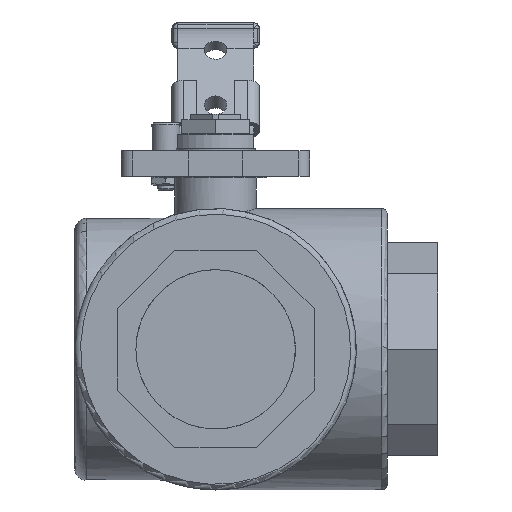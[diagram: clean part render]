
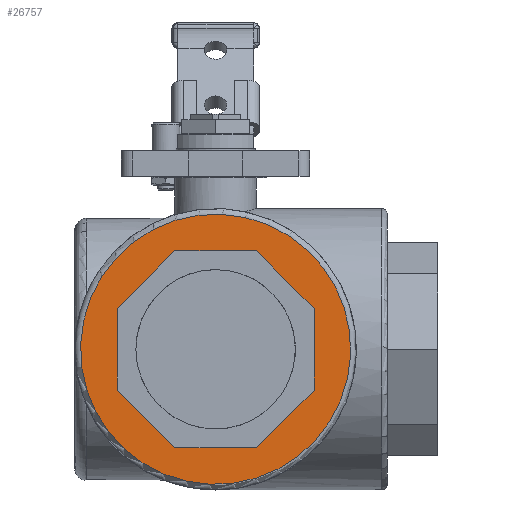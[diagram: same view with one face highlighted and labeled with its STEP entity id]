
A CAD part, left-side view. The second image highlights one B-rep face of the part: STEP entity #26757.
In plain terms, the highlighted planar face has unit normal (-1, 0, 0).
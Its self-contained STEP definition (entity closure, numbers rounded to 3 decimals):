
#26488=CARTESIAN_POINT('',(-61.,35.,-17.186));
#26489=VERTEX_POINT('',#26488);
#26490=CARTESIAN_POINT('',(-61.,35.,11.809));
#26491=VERTEX_POINT('',#26490);
#26492=CARTESIAN_POINT('',(-61.,35.,-17.186));
#26493=DIRECTION('',(-0.,0.,1.));
#26494=VECTOR('',#26493,28.995);
#26495=LINE('',#26492,#26494);
#26496=EDGE_CURVE('',#26489,#26491,#26495,.T.);
#26528=CARTESIAN_POINT('',(-61.,14.497,-37.688));
#26529=VERTEX_POINT('',#26528);
#26530=CARTESIAN_POINT('',(-61.,14.497,-37.688));
#26531=DIRECTION('',(-0.,0.707,0.707));
#26532=VECTOR('',#26531,28.995);
#26533=LINE('',#26530,#26532);
#26534=EDGE_CURVE('',#26529,#26489,#26533,.T.);
#26559=CARTESIAN_POINT('',(-61.,-14.497,-37.688));
#26560=VERTEX_POINT('',#26559);
#26561=CARTESIAN_POINT('',(-61.,-14.497,-37.688));
#26562=DIRECTION('',(-0.,1.,0.));
#26563=VECTOR('',#26562,28.995);
#26564=LINE('',#26561,#26563);
#26565=EDGE_CURVE('',#26560,#26529,#26564,.T.);
#26590=CARTESIAN_POINT('',(-61.,-35.,-17.186));
#26591=VERTEX_POINT('',#26590);
#26592=CARTESIAN_POINT('',(-61.,-35.,-17.186));
#26593=DIRECTION('',(0.,0.707,-0.707));
#26594=VECTOR('',#26593,28.995);
#26595=LINE('',#26592,#26594);
#26596=EDGE_CURVE('',#26591,#26560,#26595,.T.);
#26621=CARTESIAN_POINT('',(-61.,-35.,11.809));
#26622=VERTEX_POINT('',#26621);
#26623=CARTESIAN_POINT('',(-61.,-35.,11.809));
#26624=DIRECTION('',(0.,0.,-1.));
#26625=VECTOR('',#26624,28.995);
#26626=LINE('',#26623,#26625);
#26627=EDGE_CURVE('',#26622,#26591,#26626,.T.);
#26652=CARTESIAN_POINT('',(-61.,-14.497,32.312));
#26653=VERTEX_POINT('',#26652);
#26654=CARTESIAN_POINT('',(-61.,-14.497,32.312));
#26655=DIRECTION('',(0.,-0.707,-0.707));
#26656=VECTOR('',#26655,28.995);
#26657=LINE('',#26654,#26656);
#26658=EDGE_CURVE('',#26653,#26622,#26657,.T.);
#26683=CARTESIAN_POINT('',(-61.,14.497,32.312));
#26684=VERTEX_POINT('',#26683);
#26685=CARTESIAN_POINT('',(-61.,14.497,32.312));
#26686=DIRECTION('',(0.,-1.,-0.));
#26687=VECTOR('',#26686,28.995);
#26688=LINE('',#26685,#26687);
#26689=EDGE_CURVE('',#26684,#26653,#26688,.T.);
#26714=CARTESIAN_POINT('',(-61.,35.,11.809));
#26715=DIRECTION('',(-0.,-0.707,0.707));
#26716=VECTOR('',#26715,28.995);
#26717=LINE('',#26714,#26716);
#26718=EDGE_CURVE('',#26491,#26684,#26717,.T.);
#26731=CARTESIAN_POINT('',(-61.,-0.,-2.688));
#26732=DIRECTION('',(-1.,0.,-0.));
#26733=DIRECTION('',(-0.,0.924,0.383));
#26734=AXIS2_PLACEMENT_3D('',#26731,#26732,#26733);
#26735=PLANE('',#26734);
#26736=CARTESIAN_POINT('',(-61.,44.346,15.681));
#26737=VERTEX_POINT('',#26736);
#26738=CARTESIAN_POINT('',(-61.,0.,-2.688));
#26739=DIRECTION('',(1.,-0.,0.));
#26740=DIRECTION('',(-0.,0.924,0.383));
#26741=AXIS2_PLACEMENT_3D('',#26738,#26739,#26740);
#26742=CIRCLE('',#26741,48.);
#26743=EDGE_CURVE('',#26737,#26737,#26742,.T.);
#26744=ORIENTED_EDGE('',*,*,#26743,.F.);
#26745=EDGE_LOOP('',(#26744));
#26746=FACE_BOUND('',#26745,.T.);
#26747=ORIENTED_EDGE('',*,*,#26718,.T.);
#26748=ORIENTED_EDGE('',*,*,#26689,.T.);
#26749=ORIENTED_EDGE('',*,*,#26658,.T.);
#26750=ORIENTED_EDGE('',*,*,#26627,.T.);
#26751=ORIENTED_EDGE('',*,*,#26596,.T.);
#26752=ORIENTED_EDGE('',*,*,#26565,.T.);
#26753=ORIENTED_EDGE('',*,*,#26534,.T.);
#26754=ORIENTED_EDGE('',*,*,#26496,.T.);
#26755=EDGE_LOOP('',(#26747,#26748,#26749,#26750,#26751,#26752,#26753,#26754));
#26756=FACE_BOUND('',#26755,.T.);
#26757=ADVANCED_FACE('',(#26746,#26756),#26735,.T.);
